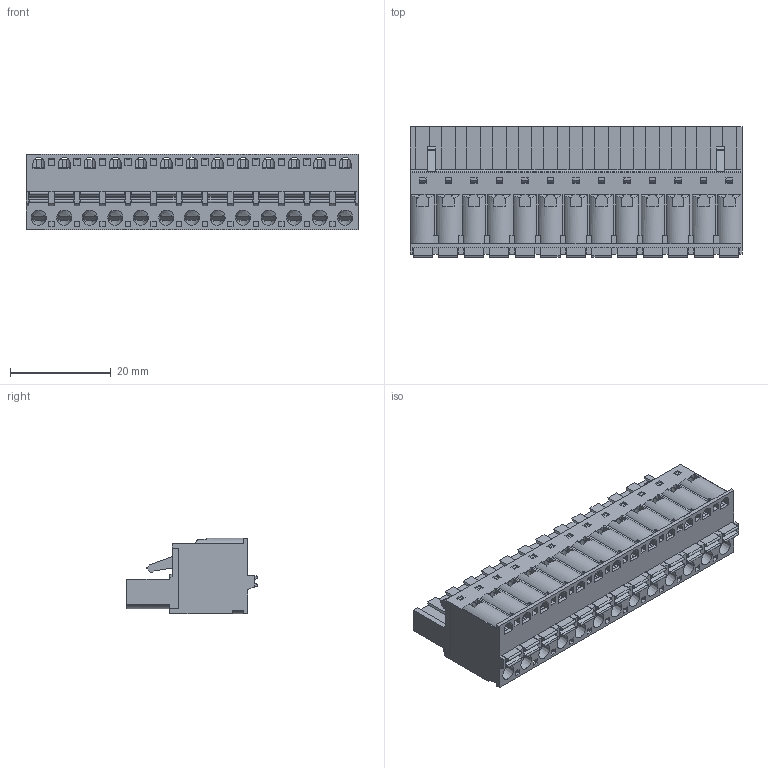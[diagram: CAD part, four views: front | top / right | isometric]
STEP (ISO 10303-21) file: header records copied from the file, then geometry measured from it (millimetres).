
FILE_DESCRIPTION(/* description */ ('Unknown'),/* implementation_level */ '2;1');
FILE_NAME(/* name */ '691353500013',/* time_stamp */ '2022-01-18T15:37:28+01:00',/* author */ ('Unknown'),/* organization */ ('Unknown'),/* preprocessor_version */ 'ST-DEVELOPER v16.7',/* originating_system */ 'Solid Edge',/* authorisation */ 'Unknown');
FILE_SCHEMA (('TECHNICAL_DATA_PACKAGING','AUTOMOTIVE_DESIGN {1 0 10303 214 3 1 1}'));
Length unit declared in the file: millimetre
Products named in the file (6): 6913535000xx; 691353500013; 691353500013_BAS; 6913535000xx_LANGUETTE; 6913535000xx_PIN; 6913535000xx_BOUTON
Assembly tree (41 placements, depth 2):
  6913535000xx
    691353500013
    691353500013_BAS
    6913535000xx_LANGUETTE  x13
    6913535000xx_PIN  x13
    6913535000xx_BOUTON  x13
Bounding box: 66.04 x 26.05 x 15 mm (x, y, z)
Volume: 10427 mm3; surface area: 25952.8 mm2
Topology: 41 solids, 41 shells, 3543 faces, 10116 edges, 6593 vertices
Faces by surface type: plane 2742, cylinder 749, bspline 39, cone 13
Full cylindrical faces by diameter (mm): 1.5 x13, 3 x13
Entity records: 61194 total; most frequent: CARTESIAN_POINT 12385, ORIENTED_EDGE 10476, DIRECTION 9481, EDGE_CURVE 5238, LINE 4571, VECTOR 4571, VERTEX_POINT 3447, AXIS2_PLACEMENT_3D 2455
